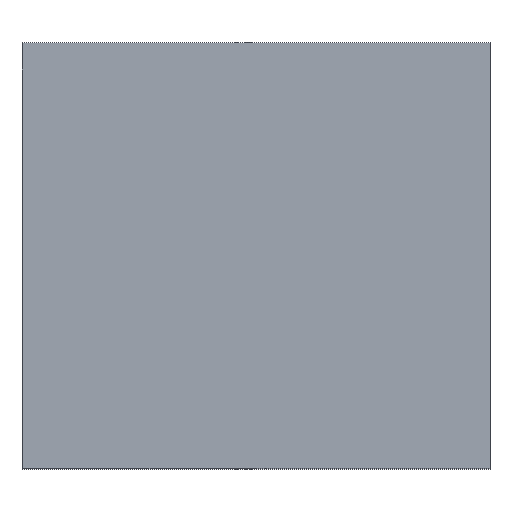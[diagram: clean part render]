
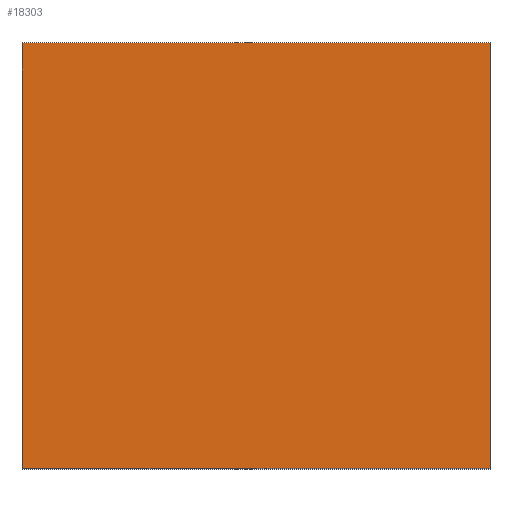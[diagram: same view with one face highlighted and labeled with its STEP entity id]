
A CAD part, top view. The second image highlights one B-rep face of the part: STEP entity #18303.
In plain terms, the highlighted planar face has unit normal (0, 0, 1).
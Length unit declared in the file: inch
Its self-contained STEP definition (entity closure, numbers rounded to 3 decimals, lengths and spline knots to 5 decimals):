
#528 = VERTEX_POINT ( 'NONE', #14244 ) ;
#855 = LINE ( 'NONE', #2682, #8322 ) ;
#2575 = DIRECTION ( 'NONE',  ( 0., 1., 0. ) ) ;
#2617 = DIRECTION ( 'NONE',  ( 1., 0., 0. ) ) ;
#2682 = CARTESIAN_POINT ( 'NONE',  ( -0.30256, -0.27007, 0.5 ) ) ;
#2834 = VECTOR ( 'NONE', #2575, 39.37008 ) ;
#3066 = EDGE_LOOP ( 'NONE', ( #9984, #4223, #12073, #11669 ) ) ;
#3092 = VECTOR ( 'NONE', #12062, 39.37008 ) ;
#4223 = ORIENTED_EDGE ( 'NONE', *, *, #11304, .T. ) ;
#5981 = PLANE ( 'NONE',  #17524 ) ;
#6925 = LINE ( 'NONE', #11537, #3092 ) ;
#7499 = DIRECTION ( 'NONE',  ( -1., 0., 0. ) ) ;
#8322 = VECTOR ( 'NONE', #2617, 39.37008 ) ;
#8355 = EDGE_CURVE ( 'NONE', #9636, #528, #855, .T. ) ;
#9016 = EDGE_CURVE ( 'NONE', #9540, #16616, #6925, .T. ) ;
#9316 = CARTESIAN_POINT ( 'NONE',  ( 0.30256, 0.27993, 0.5 ) ) ;
#9540 = VERTEX_POINT ( 'NONE', #9316 ) ;
#9636 = VERTEX_POINT ( 'NONE', #9790 ) ;
#9696 = EDGE_CURVE ( 'NONE', #528, #9540, #10968, .T. ) ;
#9790 = CARTESIAN_POINT ( 'NONE',  ( -0.30256, -0.27007, 0.5 ) ) ;
#9984 = ORIENTED_EDGE ( 'NONE', *, *, #9016, .T. ) ;
#10021 = LINE ( 'NONE', #14669, #16963 ) ;
#10968 = LINE ( 'NONE', #16976, #2834 ) ;
#11304 = EDGE_CURVE ( 'NONE', #16616, #9636, #10021, .T. ) ;
#11537 = CARTESIAN_POINT ( 'NONE',  ( -0.30256, 0.27993, 0.5 ) ) ;
#11669 = ORIENTED_EDGE ( 'NONE', *, *, #9696, .T. ) ;
#12062 = DIRECTION ( 'NONE',  ( -1., 0., 0. ) ) ;
#12073 = ORIENTED_EDGE ( 'NONE', *, *, #8355, .T. ) ;
#13545 = FACE_OUTER_BOUND ( 'NONE', #3066, .T. ) ;
#14244 = CARTESIAN_POINT ( 'NONE',  ( 0.30256, -0.27007, 0.5 ) ) ;
#14565 = DIRECTION ( 'NONE',  ( 0., 0., -1. ) ) ;
#14612 = DIRECTION ( 'NONE',  ( 0., -1., 0. ) ) ;
#14669 = CARTESIAN_POINT ( 'NONE',  ( -0.30256, 0.27993, 0.5 ) ) ;
#16120 = CARTESIAN_POINT ( 'NONE',  ( 0., 0., 0.5 ) ) ;
#16616 = VERTEX_POINT ( 'NONE', #16848 ) ;
#16848 = CARTESIAN_POINT ( 'NONE',  ( -0.30256, 0.27993, 0.5 ) ) ;
#16963 = VECTOR ( 'NONE', #14612, 39.37008 ) ;
#16976 = CARTESIAN_POINT ( 'NONE',  ( 0.30256, 0.27993, 0.5 ) ) ;
#17524 = AXIS2_PLACEMENT_3D ( 'NONE', #16120, #14565, #7499 ) ;
#18303 = ADVANCED_FACE ( 'NONE', ( #13545 ), #5981, .F. ) ;
